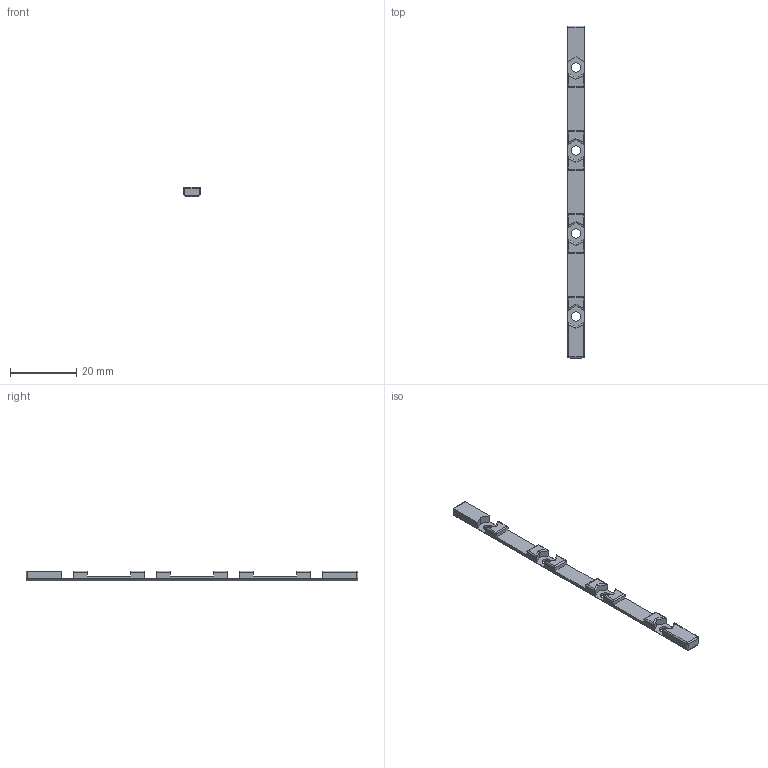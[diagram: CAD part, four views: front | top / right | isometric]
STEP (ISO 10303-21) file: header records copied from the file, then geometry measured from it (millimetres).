
FILE_DESCRIPTION(/* description */ (''),/* implementation_level */ '2;1');
FILE_NAME(/* name */ 'B-1515_Nut_Carrier_MGN12_8-X.stp',/* time_stamp */ '2020-11-21T19:34:21-08:00',/* author */ (''),/* organization */ (''),/* preprocessor_version */ 'ST-DEVELOPER v18.1',/* originating_system */ 'Autodesk Translation Framework v9.3.0.1241',/* authorisation */ '');
FILE_SCHEMA (('AUTOMOTIVE_DESIGN { 1 0 10303 214 3 1 1 }'));
Length unit declared in the file: millimetre
Products named in the file (1): 1515 Nut Carrier MGN12
Bounding box: 5.1 x 100 x 3 mm (x, y, z)
Volume: 943.5 mm3; surface area: 1498.2 mm2
Topology: 1 solids, 1 shells, 96 faces, 233 edges, 139 vertices
Faces by surface type: cylinder 50, plane 44, sphere 2
Full cylindrical faces by diameter (mm): 2.8 x4
Entity records: 2787 total; most frequent: DIRECTION 484, CARTESIAN_POINT 469, ORIENTED_EDGE 466, EDGE_CURVE 233, LINE 176, VECTOR 176, AXIS2_PLACEMENT_3D 154, VERTEX_POINT 139
